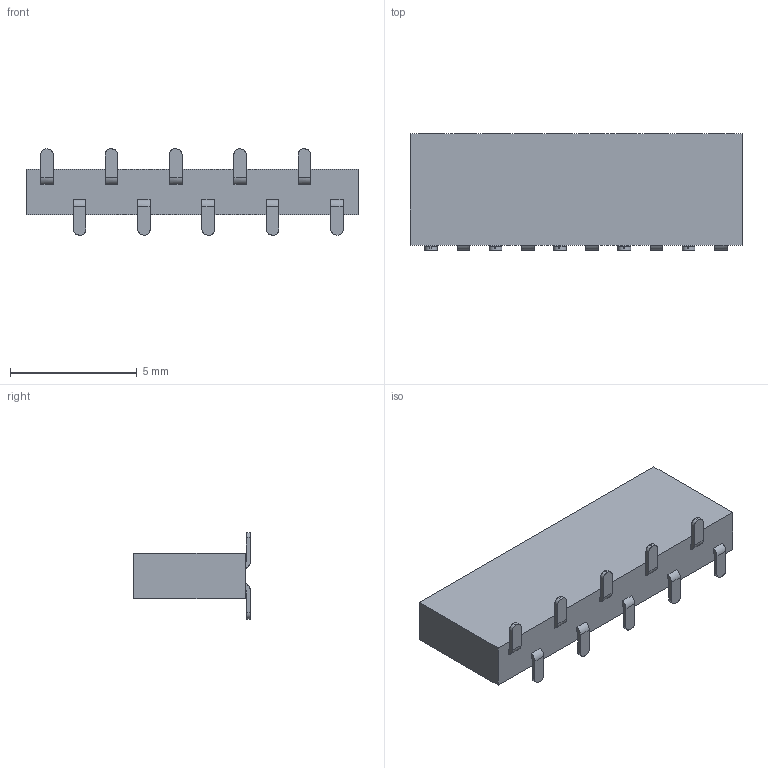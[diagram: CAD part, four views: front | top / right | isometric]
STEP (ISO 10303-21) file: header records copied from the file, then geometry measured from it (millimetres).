
FILE_DESCRIPTION( ('This file contains a STEP AP42 implementation' ,'as created by ZW3D STEP Interface translator.') ,'2;1' );
FILE_NAME( '2344-1XXRXXCUNX1.stp' ,'23 410.163636', (''), ('ZWCAD Software Co.'), 'Version 1.0', 'ZW3D to STEP translator', '' );
FILE_SCHEMA(('AUTOMOTIVE_DESIGN { 1 0 10303 214 1 1 1 1 }'));
Length unit declared in the file: millimetre
Products named in the file (2): 0; 2344-110mrxxcunx1
Bounding box: 13.1 x 4.6 x 3.4 mm (x, y, z)
Volume: 81.8 mm3; surface area: 456.3 mm2
Topology: 1 solids, 1 shells, 1096 faces, 3220 edges, 2111 vertices
Faces by surface type: plane 696, cylinder 280, bspline 120
Entity records: 49377 total; most frequent: CARTESIAN_POINT 25600, ORIENTED_EDGE 6432, EDGE_CURVE 3216, B_SPLINE_CURVE_WITH_KNOTS 3084, VERTEX_POINT 2102, DIRECTION 2090, EDGE_LOOP 1176, FACE_OUTER_BOUND 1096
